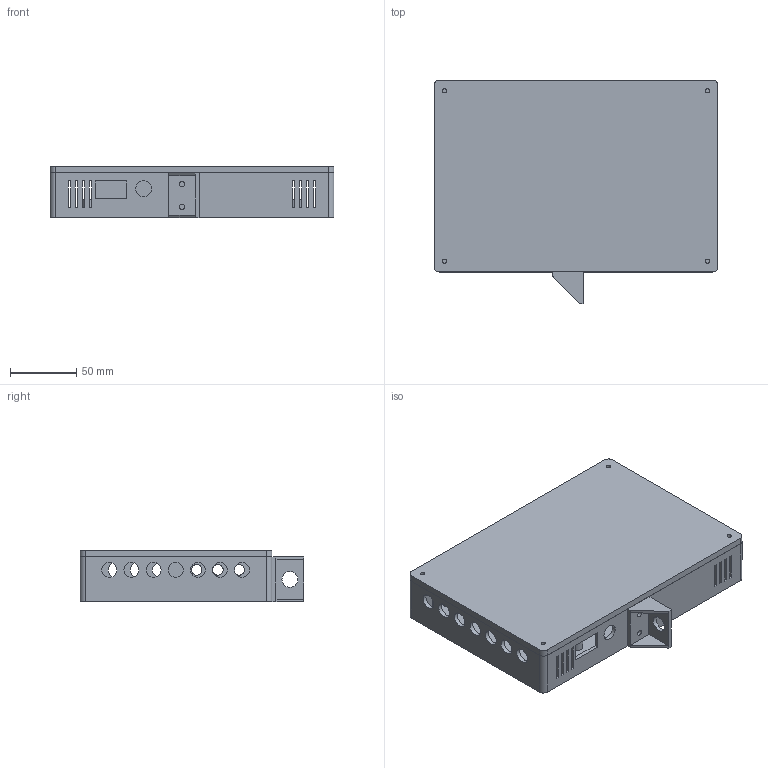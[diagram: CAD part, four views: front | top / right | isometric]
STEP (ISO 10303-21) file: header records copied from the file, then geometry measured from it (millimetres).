
FILE_DESCRIPTION(/* description */ ('KiCad electronic assembly'),/* implementation_level */ '2;1');
FILE_NAME(/* name */ 'OPB_enclosure.step',/* time_stamp */ '2026-02-21T22:36:33+01:00',/* author */ (''),/* organization */ (''),/* preprocessor_version */ 'ST-DEVELOPER v20.1',/* originating_system */ 'Autodesk Translation Framework v14.24.0.0',/* authorisation */ '');
FILE_SCHEMA (('AUTOMOTIVE_DESIGN { 1 0 10303 214 3 1 1 }'));
Length unit declared in the file: millimetre
Products named in the file (1): PowerBox2.1 KICAD 1
Bounding box: 214.14 x 168.64 x 39.2 mm (x, y, z)
Volume: 301659.2 mm3; surface area: 191183.3 mm2
Topology: 3 solids, 3 shells, 269 faces, 614 edges, 408 vertices
Faces by surface type: plane 178, cylinder 91
Full cylindrical faces by diameter (mm): 3.2 x4, 4 x12, 5.9 x19, 8 x3, 10 x24, 11.3 x10, 12 x2
Entity records: 7754 total; most frequent: DIRECTION 1336, CARTESIAN_POINT 1292, ORIENTED_EDGE 1228, EDGE_CURVE 614, AXIS2_PLACEMENT_3D 452, LINE 432, VECTOR 432, VERTEX_POINT 408
